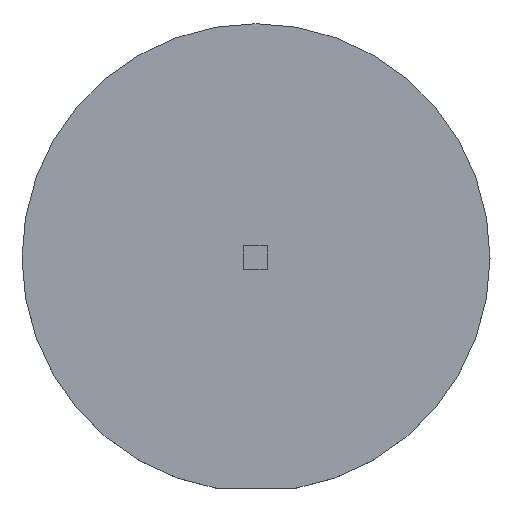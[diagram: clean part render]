
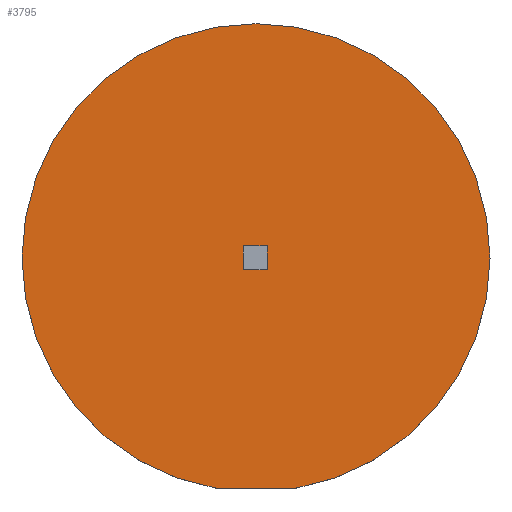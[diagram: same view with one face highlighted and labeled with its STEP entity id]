
A CAD part, top view. The second image highlights one B-rep face of the part: STEP entity #3795.
In plain terms, the highlighted planar face has unit normal (0, 0, 1).
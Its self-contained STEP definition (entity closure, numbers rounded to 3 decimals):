
#3633 = VERTEX_POINT('',#3634);
#3634 = CARTESIAN_POINT('',(-1.8,-10.477,1.6));
#3641 = PLANE('',#3642);
#3642 = AXIS2_PLACEMENT_3D('',#3643,#3644,#3645);
#3643 = CARTESIAN_POINT('',(-1.8,-10.477,0.));
#3644 = DIRECTION('',(0.,1.,0.));
#3645 = DIRECTION('',(1.,0.,0.));
#3653 = CYLINDRICAL_SURFACE('',#3654,10.555);
#3654 = AXIS2_PLACEMENT_3D('',#3655,#3656,#3657);
#3655 = CARTESIAN_POINT('',(0.,-0.077,0.));
#3656 = DIRECTION('',(0.,0.,-1.));
#3657 = DIRECTION('',(1.,0.,0.));
#3665 = EDGE_CURVE('',#3633,#3666,#3668,.T.);
#3666 = VERTEX_POINT('',#3667);
#3667 = CARTESIAN_POINT('',(1.8,-10.477,1.6));
#3668 = SURFACE_CURVE('',#3669,(#3673,#3680),.PCURVE_S1.);
#3669 = LINE('',#3670,#3671);
#3670 = CARTESIAN_POINT('',(-1.8,-10.477,1.6));
#3671 = VECTOR('',#3672,1.);
#3672 = DIRECTION('',(1.,0.,0.));
#3673 = PCURVE('',#3641,#3674);
#3674 = DEFINITIONAL_REPRESENTATION('',(#3675),#3679);
#3675 = LINE('',#3676,#3677);
#3676 = CARTESIAN_POINT('',(0.,-1.6));
#3677 = VECTOR('',#3678,1.);
#3678 = DIRECTION('',(1.,0.));
#3679 = ( GEOMETRIC_REPRESENTATION_CONTEXT(2) 
PARAMETRIC_REPRESENTATION_CONTEXT() REPRESENTATION_CONTEXT('2D SPACE',''
  ) );
#3680 = PCURVE('',#3681,#3686);
#3681 = PLANE('',#3682);
#3682 = AXIS2_PLACEMENT_3D('',#3683,#3684,#3685);
#3683 = CARTESIAN_POINT('',(0.,-0.371,1.6));
#3684 = DIRECTION('',(0.,0.,1.));
#3685 = DIRECTION('',(1.,0.,0.));
#3686 = DEFINITIONAL_REPRESENTATION('',(#3687),#3691);
#3687 = LINE('',#3688,#3689);
#3688 = CARTESIAN_POINT('',(-1.8,-10.107));
#3689 = VECTOR('',#3690,1.);
#3690 = DIRECTION('',(1.,0.));
#3691 = ( GEOMETRIC_REPRESENTATION_CONTEXT(2) 
PARAMETRIC_REPRESENTATION_CONTEXT() REPRESENTATION_CONTEXT('2D SPACE',''
  ) );
#3746 = EDGE_CURVE('',#3666,#3633,#3747,.T.);
#3747 = SURFACE_CURVE('',#3748,(#3753,#3760),.PCURVE_S1.);
#3748 = CIRCLE('',#3749,10.555);
#3749 = AXIS2_PLACEMENT_3D('',#3750,#3751,#3752);
#3750 = CARTESIAN_POINT('',(0.,-0.077,1.6));
#3751 = DIRECTION('',(0.,0.,1.));
#3752 = DIRECTION('',(1.,0.,0.));
#3753 = PCURVE('',#3653,#3754);
#3754 = DEFINITIONAL_REPRESENTATION('',(#3755),#3759);
#3755 = LINE('',#3756,#3757);
#3756 = CARTESIAN_POINT('',(0.,-1.6));
#3757 = VECTOR('',#3758,1.);
#3758 = DIRECTION('',(-1.,0.));
#3759 = ( GEOMETRIC_REPRESENTATION_CONTEXT(2) 
PARAMETRIC_REPRESENTATION_CONTEXT() REPRESENTATION_CONTEXT('2D SPACE',''
  ) );
#3760 = PCURVE('',#3681,#3761);
#3761 = DEFINITIONAL_REPRESENTATION('',(#3762),#3766);
#3762 = CIRCLE('',#3763,10.555);
#3763 = AXIS2_PLACEMENT_2D('',#3764,#3765);
#3764 = CARTESIAN_POINT('',(0.,0.293));
#3765 = DIRECTION('',(1.,0.));
#3766 = ( GEOMETRIC_REPRESENTATION_CONTEXT(2) 
PARAMETRIC_REPRESENTATION_CONTEXT() REPRESENTATION_CONTEXT('2D SPACE',''
  ) );
#3795 = ADVANCED_FACE('',(#3796),#3681,.T.);
#3796 = FACE_BOUND('',#3797,.T.);
#3797 = EDGE_LOOP('',(#3798,#3799));
#3798 = ORIENTED_EDGE('',*,*,#3665,.T.);
#3799 = ORIENTED_EDGE('',*,*,#3746,.T.);
